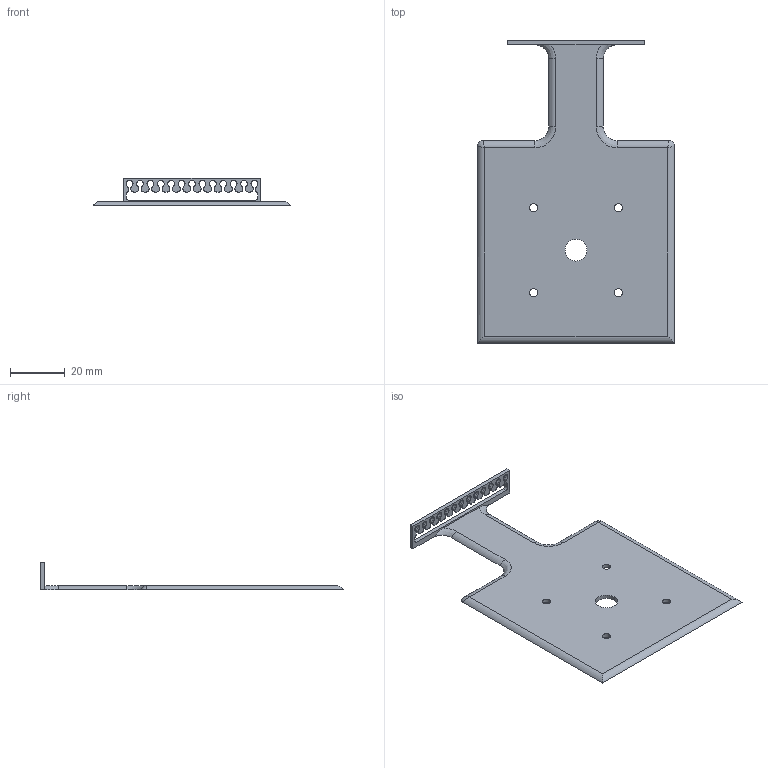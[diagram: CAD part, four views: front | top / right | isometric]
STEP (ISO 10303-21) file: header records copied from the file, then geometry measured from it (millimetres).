
FILE_DESCRIPTION (( 'STEP AP203' ), '1' );
FILE_NAME ('hanger_Default_sldprt.STEP', '2021-08-01T07:34:55', ( '' ), ( '' ), 'SwSTEP 2.0', 'SolidWorks 2018', '' );
FILE_SCHEMA (( 'CONFIG_CONTROL_DESIGN' ));
Length unit declared in the file: millimetre
Products named in the file (1): hanger_Default_sldprt
Bounding box: 72 x 110.5 x 10 mm (x, y, z)
Volume: 8967.9 mm3; surface area: 13202.9 mm2
Topology: 1 solids, 1 shells, 153 faces, 453 edges, 300 vertices
Faces by surface type: cylinder 99, plane 48, torus 4, bspline 2
Entity records: 5662 total; most frequent: CARTESIAN_POINT 1307, DIRECTION 943, ORIENTED_EDGE 902, EDGE_CURVE 451, AXIS2_PLACEMENT_3D 350, VERTEX_POINT 300, LINE 243, VECTOR 243
